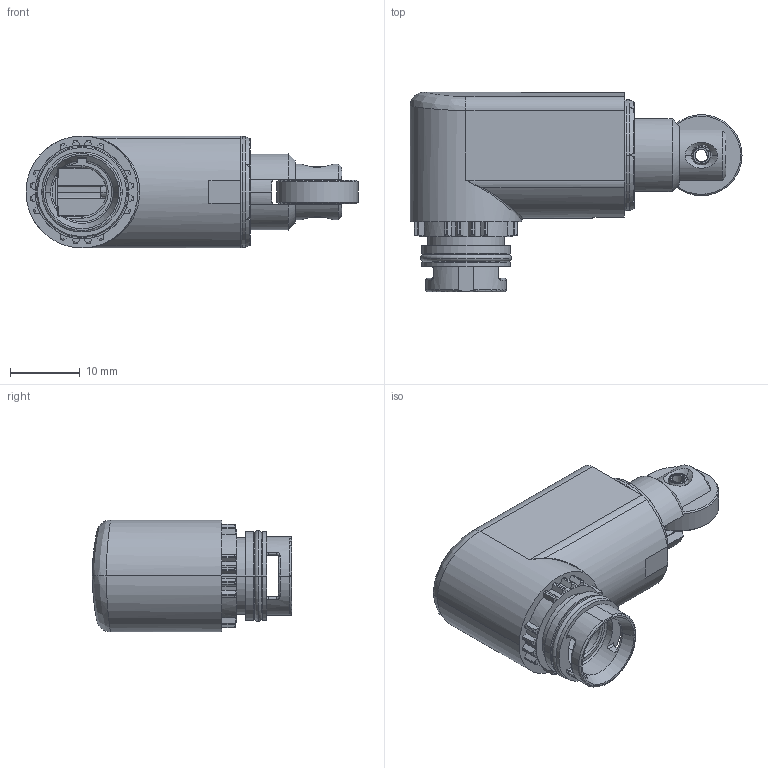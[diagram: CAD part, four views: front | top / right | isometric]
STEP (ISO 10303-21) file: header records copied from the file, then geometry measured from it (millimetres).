
FILE_DESCRIPTION(('STEP AP242'),'1');
FILE_NAME('zce65.stp','2021-06-02T11:31:43',('TraceParts'),('TraceParts S.A.'),'Spatial InterOp 3D',' ',' ');
FILE_SCHEMA(('AP242_MANAGED_MODEL_BASED_3D_ENGINEERING_MIM_LF {1 0 10303 442 1 1 4}'));
Length unit declared in the file: millimetre
Products named in the file (1): zce65_1
Bounding box: 47.45 x 28.5 x 16 mm (x, y, z)
Volume: 7595 mm3; surface area: 7678.2 mm2
Topology: 7 solids, 7 shells, 501 faces, 1285 edges, 804 vertices
Faces by surface type: cylinder 172, plane 159, torus 79, cone 63, bspline 22, sphere 6
Entity records: 17778 total; most frequent: CARTESIAN_POINT 5557, DIRECTION 2629, ORIENTED_EDGE 2570, EDGE_CURVE 1285, AXIS2_PLACEMENT_3D 1056, VERTEX_POINT 804, CIRCLE 570, EDGE_LOOP 525
